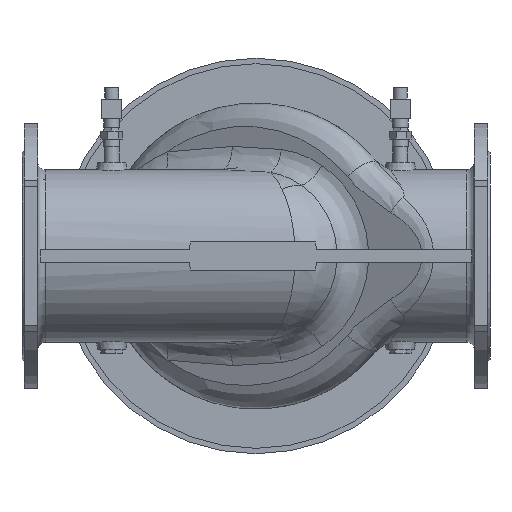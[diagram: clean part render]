
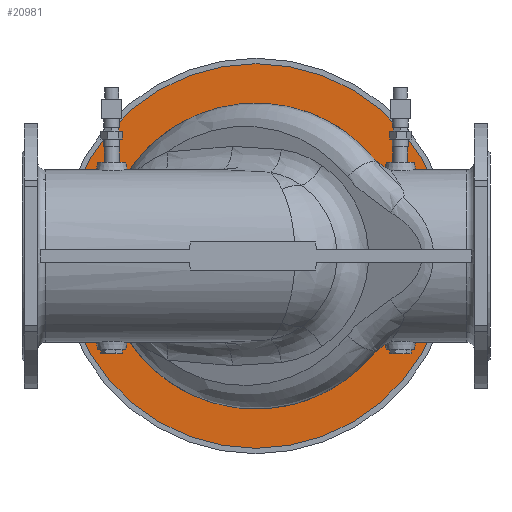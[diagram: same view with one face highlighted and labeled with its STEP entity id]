
A CAD part, front view. The second image highlights one B-rep face of the part: STEP entity #20981.
In plain terms, the highlighted planar face has unit normal (0, -1, 0).
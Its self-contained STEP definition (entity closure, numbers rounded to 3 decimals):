
#6327 = CARTESIAN_POINT ( 'NONE',  ( 0., 229.5, 0. ) ) ;
#6328 = DIRECTION ( 'NONE',  ( 0., 1., 0. ) ) ;
#6329 = DIRECTION ( 'NONE',  ( 0., 0., -1. ) ) ;
#6953 = AXIS2_PLACEMENT_3D ( 'NONE', #27953, #27954, #27955 ) ;
#7013 = AXIS2_PLACEMENT_3D ( 'NONE', #6327, #6328, #6329 ) ;
#7608 = CARTESIAN_POINT ( 'NONE',  ( 0., 229.5, -196.12 ) ) ;
#7637 = CARTESIAN_POINT ( 'NONE',  ( 0., 229.5, -246.5 ) ) ;
#9194 = VERTEX_POINT ( 'NONE', #7637 ) ;
#11448 = CIRCLE ( 'NONE', #7013, 196.12 ) ;
#11825 = FACE_OUTER_BOUND ( 'NONE', #41415, .T. ) ;
#12146 = FACE_BOUND ( 'NONE', #41500, .T. ) ;
#18603 = CIRCLE ( 'NONE', #6953, 246.5 ) ;
#20981 = ADVANCED_FACE ( 'NONE', ( #11825, #12146 ), #22820, .T. ) ;
#22815 = CARTESIAN_POINT ( 'NONE',  ( 196.12, 229.5, 0. ) ) ;
#22820 = PLANE ( 'NONE',  #42769 ) ;
#22835 = DIRECTION ( 'NONE',  ( 0., -1., 0. ) ) ;
#22837 = DIRECTION ( 'NONE',  ( 0., 0., -1. ) ) ;
#24548 = ORIENTED_EDGE ( 'NONE', *, *, #30230, .T. ) ;
#26225 = VERTEX_POINT ( 'NONE', #7608 ) ;
#27953 = CARTESIAN_POINT ( 'NONE',  ( 0., 229.5, 0. ) ) ;
#27954 = DIRECTION ( 'NONE',  ( 0., -1., 0. ) ) ;
#27955 = DIRECTION ( 'NONE',  ( 0., 0., -1. ) ) ;
#29350 = ORIENTED_EDGE ( 'NONE', *, *, #30404, .T. ) ;
#30230 = EDGE_CURVE ( 'NONE', #26225, #26225, #11448, .T. ) ;
#30404 = EDGE_CURVE ( 'NONE', #9194, #9194, #18603, .T. ) ;
#41415 = EDGE_LOOP ( 'NONE', ( #29350 ) ) ;
#41500 = EDGE_LOOP ( 'NONE', ( #24548 ) ) ;
#42769 = AXIS2_PLACEMENT_3D ( 'NONE', #22815, #22835, #22837 ) ;
